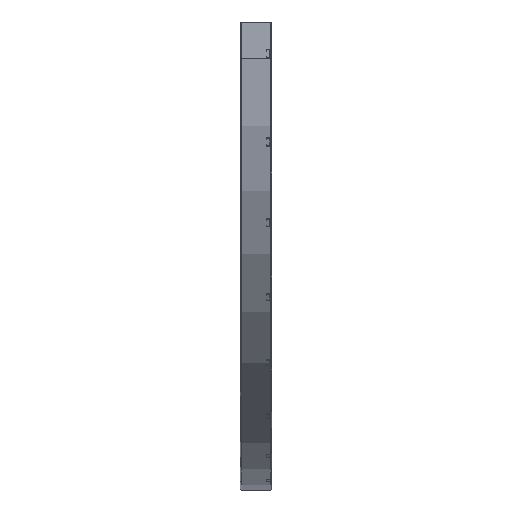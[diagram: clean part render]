
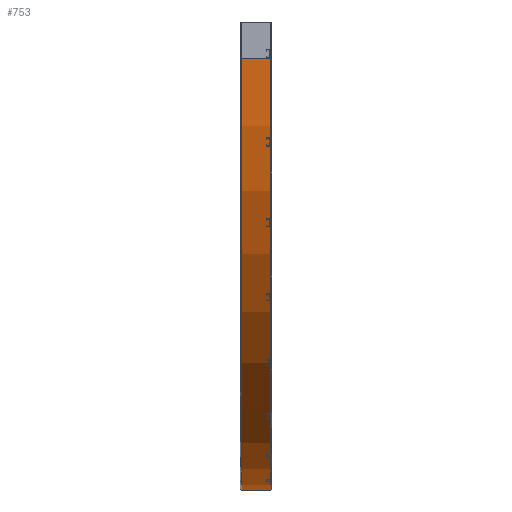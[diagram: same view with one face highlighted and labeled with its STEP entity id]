
A CAD part, left-side view. The second image highlights one B-rep face of the part: STEP entity #753.
In plain terms, the highlighted cylindrical face has radius 1500 mm (diameter 3000 mm), a partial arc.
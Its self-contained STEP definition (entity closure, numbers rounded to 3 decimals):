
#6 = VERTEX_POINT ( 'NONE', #1572 ) ;
#80 = DIRECTION ( 'NONE',  ( 0., 1., 0. ) ) ;
#247 = DIRECTION ( 'NONE',  ( 1., 0., 0. ) ) ;
#249 = VERTEX_POINT ( 'NONE', #424 ) ;
#424 = CARTESIAN_POINT ( 'NONE',  ( 0., 104., -125. ) ) ;
#497 = AXIS2_PLACEMENT_3D ( 'NONE', #1578, #80, #247 ) ;
#690 = AXIS2_PLACEMENT_3D ( 'NONE', #763, #1414, #2407 ) ;
#753 = ADVANCED_FACE ( 'NONE', ( #918 ), #831, .T. ) ;
#754 = EDGE_CURVE ( 'NONE', #2721, #1015, #1553, .T. ) ;
#763 = CARTESIAN_POINT ( 'NONE',  ( -1500., 0., -125. ) ) ;
#831 = CYLINDRICAL_SURFACE ( 'NONE', #690, 1500. ) ;
#897 = VECTOR ( 'NONE', #2189, 1000. ) ;
#918 = FACE_OUTER_BOUND ( 'NONE', #2704, .T. ) ;
#1015 = VERTEX_POINT ( 'NONE', #2049 ) ;
#1066 = DIRECTION ( 'NONE',  ( 0., 1., 0. ) ) ;
#1414 = DIRECTION ( 'NONE',  ( 0., 1., 0. ) ) ;
#1466 = AXIS2_PLACEMENT_3D ( 'NONE', #3186, #1594, #3462 ) ;
#1475 = ORIENTED_EDGE ( 'NONE', *, *, #2861, .F. ) ;
#1540 = EDGE_CURVE ( 'NONE', #2721, #249, #1618, .T. ) ;
#1553 = CIRCLE ( 'NONE', #497, 1500. ) ;
#1572 = CARTESIAN_POINT ( 'NONE',  ( -1500., 104., -1625. ) ) ;
#1578 = CARTESIAN_POINT ( 'NONE',  ( -1500., 3., -125. ) ) ;
#1594 = DIRECTION ( 'NONE',  ( 0., 1., 0. ) ) ;
#1618 = LINE ( 'NONE', #1934, #897 ) ;
#1867 = LINE ( 'NONE', #2667, #3270 ) ;
#1934 = CARTESIAN_POINT ( 'NONE',  ( 0., 0., -125. ) ) ;
#1951 = CIRCLE ( 'NONE', #1466, 1500. ) ;
#1991 = ORIENTED_EDGE ( 'NONE', *, *, #754, .T. ) ;
#2049 = CARTESIAN_POINT ( 'NONE',  ( -1500., 3., -1625. ) ) ;
#2189 = DIRECTION ( 'NONE',  ( 0., 1., 0. ) ) ;
#2407 = DIRECTION ( 'NONE',  ( 0., 0., 1. ) ) ;
#2558 = ORIENTED_EDGE ( 'NONE', *, *, #2873, .T. ) ;
#2667 = CARTESIAN_POINT ( 'NONE',  ( -1500., 0., -1625. ) ) ;
#2704 = EDGE_LOOP ( 'NONE', ( #1475, #3122, #1991, #2558 ) ) ;
#2721 = VERTEX_POINT ( 'NONE', #3126 ) ;
#2861 = EDGE_CURVE ( 'NONE', #249, #6, #1951, .T. ) ;
#2873 = EDGE_CURVE ( 'NONE', #1015, #6, #1867, .T. ) ;
#3122 = ORIENTED_EDGE ( 'NONE', *, *, #1540, .F. ) ;
#3126 = CARTESIAN_POINT ( 'NONE',  ( 0., 3., -125. ) ) ;
#3186 = CARTESIAN_POINT ( 'NONE',  ( -1500., 104., -125. ) ) ;
#3270 = VECTOR ( 'NONE', #1066, 1000. ) ;
#3462 = DIRECTION ( 'NONE',  ( 1., 0., 0. ) ) ;
